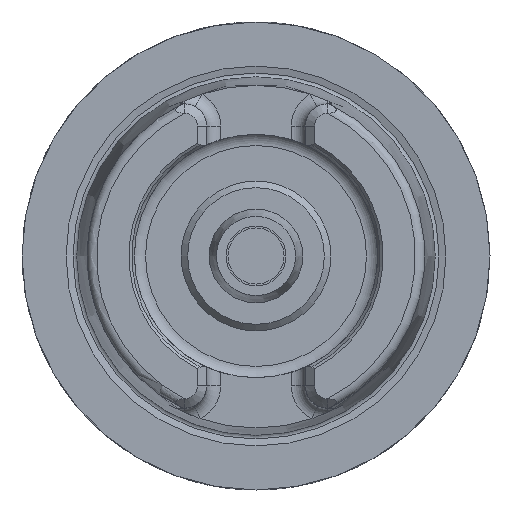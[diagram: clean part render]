
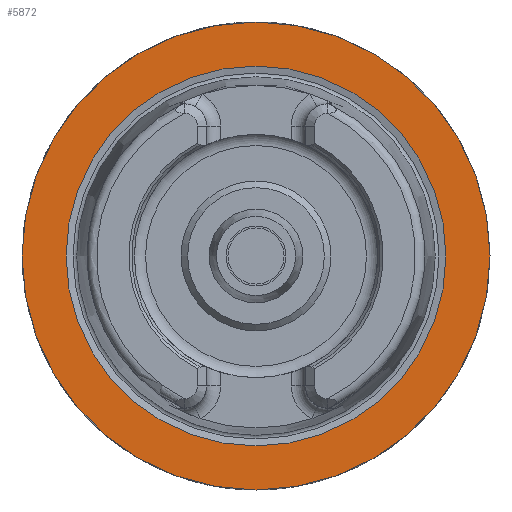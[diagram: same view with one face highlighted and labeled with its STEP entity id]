
A CAD part, left-side view. The second image highlights one B-rep face of the part: STEP entity #5872.
In plain terms, the highlighted planar face has unit normal (-1, 0, 0).
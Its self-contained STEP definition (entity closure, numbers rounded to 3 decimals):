
#5385=CARTESIAN_POINT('',(0.0,25.,0.0));
#5386=VERTEX_POINT('',#5385);
#5387=CARTESIAN_POINT('',(0.0,0.0,0.0));
#5388=DIRECTION('',(1.0,0.0,0.0));
#5389=DIRECTION('',(0.0,1.0,0.0));
#5390=AXIS2_PLACEMENT_3D('',#5387,#5388,#5389);
#5391=CIRCLE('',#5390,25.);
#5392=EDGE_CURVE('',#5386,#5386,#5391,.T.);
#5846=CARTESIAN_POINT('',(0.0,20.296,0.0));
#5847=VERTEX_POINT('',#5846);
#5848=CARTESIAN_POINT('',(0.0,0.0,0.0));
#5849=DIRECTION('',(1.0,0.0,0.0));
#5850=DIRECTION('',(0.0,1.0,0.0));
#5851=AXIS2_PLACEMENT_3D('',#5848,#5849,#5850);
#5852=CIRCLE('',#5851,20.296);
#5853=EDGE_CURVE('',#5847,#5847,#5852,.T.);
#5861=CARTESIAN_POINT('',(0.0,22.648,0.0));
#5862=DIRECTION('',(-1.0,0.0,0.0));
#5863=DIRECTION('',(0.0,0.0,1.0));
#5864=AXIS2_PLACEMENT_3D('',#5861,#5862,#5863);
#5865=PLANE('',#5864);
#5866=ORIENTED_EDGE('',*,*,#5392,.F.);
#5867=EDGE_LOOP('',(#5866));
#5868=FACE_OUTER_BOUND('',#5867,.T.);
#5869=ORIENTED_EDGE('',*,*,#5853,.T.);
#5870=EDGE_LOOP('',(#5869));
#5871=FACE_BOUND('',#5870,.T.);
#5872=ADVANCED_FACE('',(#5868,#5871),#5865,.T.);
